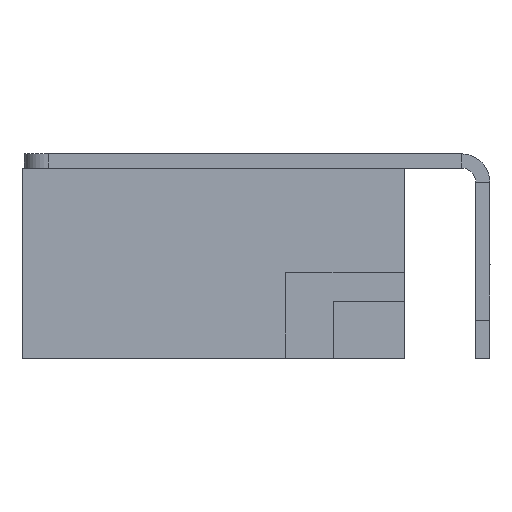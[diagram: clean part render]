
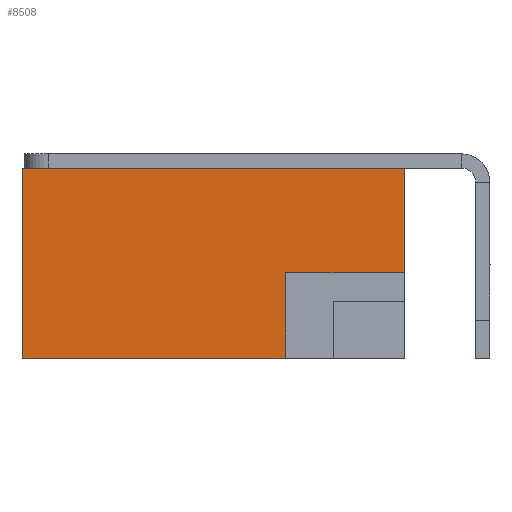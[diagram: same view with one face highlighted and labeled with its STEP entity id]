
A CAD part, left-side view. The second image highlights one B-rep face of the part: STEP entity #8508.
In plain terms, the highlighted planar face has unit normal (-1, 0, 0).
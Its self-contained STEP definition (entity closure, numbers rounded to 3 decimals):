
#8508=ADVANCED_FACE('',(#17657),#17659,.T.);
#17657=FACE_BOUND('',#17658,.T.);
#17658=EDGE_LOOP('',(#22807,#22808,#22809,#22810,#22811,#22812));
#17659=PLANE('',#17660);
#17660=AXIS2_PLACEMENT_3D('',#17661,#17662,#17663);
#17661=CARTESIAN_POINT('',(-9.,0.,2.));
#17662=DIRECTION('',(-1.,0.,0.));
#17663=DIRECTION('',(0.,0.,1.));
#22807=ORIENTED_EDGE('',*,*,#25415,.F.);
#22808=ORIENTED_EDGE('',*,*,#25305,.F.);
#22809=ORIENTED_EDGE('',*,*,#25434,.T.);
#22810=ORIENTED_EDGE('',*,*,#25399,.T.);
#22811=ORIENTED_EDGE('',*,*,#25432,.F.);
#22812=ORIENTED_EDGE('',*,*,#25376,.F.);
#25305=EDGE_CURVE('',#29499,#29501,#29502,.T.);
#25376=EDGE_CURVE('',#29626,#29617,#29628,.T.);
#25399=EDGE_CURVE('',#29671,#29668,#29672,.T.);
#25415=EDGE_CURVE('',#29501,#29626,#29693,.T.);
#25432=EDGE_CURVE('',#29617,#29668,#29710,.T.);
#25434=EDGE_CURVE('',#29499,#29671,#29712,.T.);
#29499=VERTEX_POINT('',#44850);
#29501=VERTEX_POINT('',#44854);
#29502=LINE('',#44855,#44856);
#29617=VERTEX_POINT('',#45102);
#29626=VERTEX_POINT('',#45119);
#29628=LINE('',#45123,#45124);
#29668=VERTEX_POINT('',#45207);
#29671=VERTEX_POINT('',#45212);
#29672=LINE('',#45213,#45214);
#29693=LINE('',#45266,#45267);
#29710=LINE('',#45317,#45318);
#29712=LINE('',#45323,#45324);
#44850=CARTESIAN_POINT('',(-9.,-4.025,2.));
#44854=CARTESIAN_POINT('',(-9.,-4.025,-0.2));
#44855=CARTESIAN_POINT('',(-9.,-4.025,2.));
#44856=VECTOR('',#44857,1.);
#44857=DIRECTION('',(0.,0.,-1.));
#45102=CARTESIAN_POINT('',(-9.,-1.525,-2.));
#45119=CARTESIAN_POINT('',(-9.,-1.525,-0.2));
#45123=CARTESIAN_POINT('',(-9.,-1.525,-0.2));
#45124=VECTOR('',#45125,1.);
#45125=DIRECTION('',(0.,0.,-1.));
#45207=CARTESIAN_POINT('',(-9.,4.025,-2.));
#45212=CARTESIAN_POINT('',(-9.,4.025,2.));
#45213=CARTESIAN_POINT('',(-9.,4.025,2.));
#45214=VECTOR('',#45215,1.);
#45215=DIRECTION('',(0.,0.,-1.));
#45266=CARTESIAN_POINT('',(-9.,-4.025,-0.2));
#45267=VECTOR('',#45268,1.);
#45268=DIRECTION('',(0.,1.,0.));
#45317=CARTESIAN_POINT('',(-9.,-1.525,-2.));
#45318=VECTOR('',#45319,1.);
#45319=DIRECTION('',(0.,1.,0.));
#45323=CARTESIAN_POINT('',(-9.,-4.025,2.));
#45324=VECTOR('',#45325,1.);
#45325=DIRECTION('',(0.,1.,0.));
